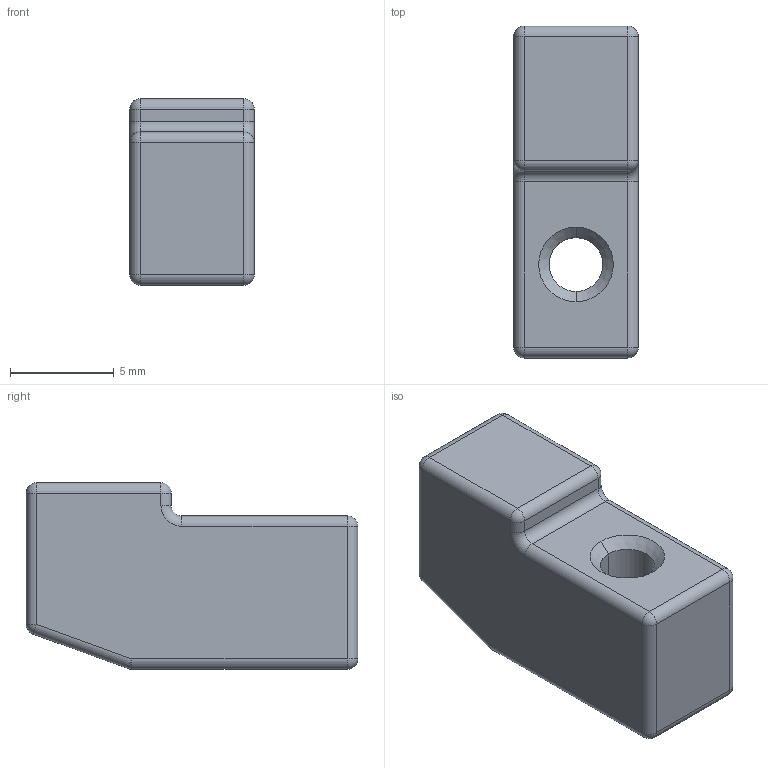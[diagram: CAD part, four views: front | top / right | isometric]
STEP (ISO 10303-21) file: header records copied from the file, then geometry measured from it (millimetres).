
FILE_DESCRIPTION((''),'2;1');
FILE_NAME('M3_MODED_BLOCK','2020-03-16T',('E0422698'),(''),'PRO/ENGINEER BY PARAMETRIC TECHNOLOGY CORPORATION, 2013410','PRO/ENGINEER BY PARAMETRIC TECHNOLOGY CORPORATION, 2013410','');
FILE_SCHEMA(('CONFIG_CONTROL_DESIGN'));
Length unit declared in the file: millimetre
Products named in the file (1): M3_MODED_BLOCK
Bounding box: 6 x 16 x 9 mm (x, y, z)
Volume: 653.7 mm3; surface area: 630.4 mm2
Topology: 1 solids, 1 shells, 55 faces, 110 edges, 58 vertices
Faces by surface type: cylinder 25, sphere 12, plane 10, cone 6, torus 2
Entity records: 1436 total; most frequent: DIRECTION 278, CARTESIAN_POINT 223, ORIENTED_EDGE 220, AXIS2_PLACEMENT_3D 113, EDGE_CURVE 110, VERTEX_POINT 58, EDGE_LOOP 58, CIRCLE 58
